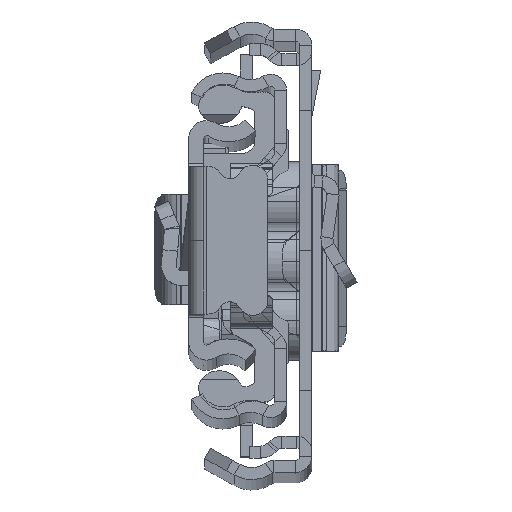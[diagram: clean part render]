
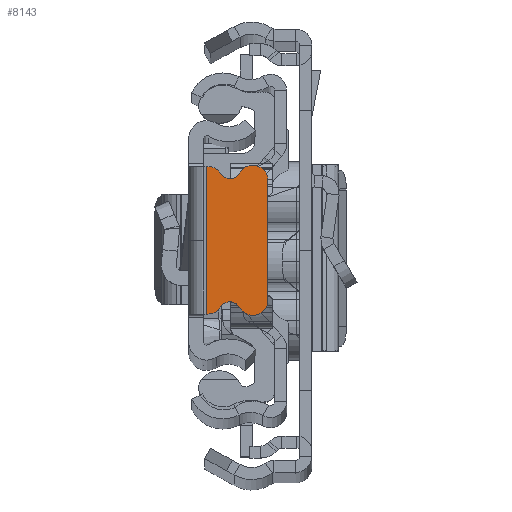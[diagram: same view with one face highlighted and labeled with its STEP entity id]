
A CAD part, top view. The second image highlights one B-rep face of the part: STEP entity #8143.
In plain terms, the highlighted planar face has unit normal (0, 0, 1).
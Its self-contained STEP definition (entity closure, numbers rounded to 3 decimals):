
#455 = CIRCLE ( 'NONE', #3003, 1.1 ) ;
#658 = CARTESIAN_POINT ( 'NONE',  ( -7.929, -6., 0. ) ) ;
#1151 = CARTESIAN_POINT ( 'NONE',  ( -1.929, -7.37, 0. ) ) ;
#1213 = DIRECTION ( 'NONE',  ( -1., 0., 0. ) ) ;
#1491 = EDGE_CURVE ( 'NONE', #25652, #20662, #24026, .T. ) ;
#1787 = VERTEX_POINT ( 'NONE', #24577 ) ;
#1892 = ORIENTED_EDGE ( 'NONE', *, *, #22874, .T. ) ;
#1973 = CARTESIAN_POINT ( 'NONE',  ( -1.929, -7.37, 0. ) ) ;
#2277 = CARTESIAN_POINT ( 'NONE',  ( -1.75, 0., 0. ) ) ;
#2463 = CARTESIAN_POINT ( 'NONE',  ( -1.75, -7.37, 0. ) ) ;
#2901 = DIRECTION ( 'NONE',  ( 1., 0., 0. ) ) ;
#2969 = DIRECTION ( 'NONE',  ( 0., 0., 1. ) ) ;
#3003 = AXIS2_PLACEMENT_3D ( 'NONE', #11725, #13706, #21417 ) ;
#3060 = CARTESIAN_POINT ( 'NONE',  ( -4.142, 7.236, 0. ) ) ;
#3157 = LINE ( 'NONE', #1151, #11474 ) ;
#3411 = CARTESIAN_POINT ( 'NONE',  ( -6.429, -6., 0. ) ) ;
#3550 = VECTOR ( 'NONE', #12789, 1000. ) ;
#3854 = LINE ( 'NONE', #5592, #23615 ) ;
#4318 = EDGE_CURVE ( 'NONE', #11180, #1787, #23349, .T. ) ;
#4406 = LINE ( 'NONE', #2277, #3550 ) ;
#4585 = CARTESIAN_POINT ( 'NONE',  ( -3.206, 6.658, 0. ) ) ;
#5592 = CARTESIAN_POINT ( 'NONE',  ( -7.929, -6., 0. ) ) ;
#5957 = FACE_OUTER_BOUND ( 'NONE', #24325, .T. ) ;
#6102 = ORIENTED_EDGE ( 'NONE', *, *, #12898, .F. ) ;
#6123 = CIRCLE ( 'NONE', #21416, 1.5 ) ;
#6232 = EDGE_CURVE ( 'NONE', #23391, #21554, #3157, .T. ) ;
#6765 = CARTESIAN_POINT ( 'NONE',  ( -1.929, -5.87, 0. ) ) ;
#7203 = CARTESIAN_POINT ( 'NONE',  ( -3.206, -6.658, 0. ) ) ;
#7265 = DIRECTION ( 'NONE',  ( 0., 0., 1. ) ) ;
#7465 = EDGE_CURVE ( 'NONE', #16598, #11692, #3854, .T. ) ;
#7559 = ORIENTED_EDGE ( 'NONE', *, *, #11322, .T. ) ;
#7628 = DIRECTION ( 'NONE',  ( 0., 0., 1. ) ) ;
#7647 = AXIS2_PLACEMENT_3D ( 'NONE', #12084, #17928, #21919 ) ;
#7824 = PLANE ( 'NONE',  #7647 ) ;
#8143 = ADVANCED_FACE ( 'NONE', ( #5957 ), #7824, .T. ) ;
#9414 = VECTOR ( 'NONE', #16990, 1000. ) ;
#9461 = DIRECTION ( 'NONE',  ( 0., -1., 0. ) ) ;
#9489 = CARTESIAN_POINT ( 'NONE',  ( -6.429, 6., 0. ) ) ;
#11163 = DIRECTION ( 'NONE',  ( 0., 0., 1. ) ) ;
#11180 = VERTEX_POINT ( 'NONE', #20429 ) ;
#11322 = EDGE_CURVE ( 'NONE', #11180, #25652, #11691, .T. ) ;
#11416 = DIRECTION ( 'NONE',  ( 1., 0., 0. ) ) ;
#11431 = ORIENTED_EDGE ( 'NONE', *, *, #12555, .T. ) ;
#11474 = VECTOR ( 'NONE', #15697, 1000. ) ;
#11691 = CIRCLE ( 'NONE', #14233, 1.5 ) ;
#11692 = VERTEX_POINT ( 'NONE', #658 ) ;
#11725 = CARTESIAN_POINT ( 'NONE',  ( -4.142, -7.236, 0. ) ) ;
#12084 = CARTESIAN_POINT ( 'NONE',  ( 594.071, 0., 0. ) ) ;
#12555 = EDGE_CURVE ( 'NONE', #20662, #16598, #15225, .T. ) ;
#12560 = ORIENTED_EDGE ( 'NONE', *, *, #7465, .T. ) ;
#12789 = DIRECTION ( 'NONE',  ( 0., -1., 0. ) ) ;
#12898 = EDGE_CURVE ( 'NONE', #1787, #23391, #4406, .T. ) ;
#13706 = DIRECTION ( 'NONE',  ( 0., 0., -1. ) ) ;
#13998 = ORIENTED_EDGE ( 'NONE', *, *, #1491, .T. ) ;
#14233 = AXIS2_PLACEMENT_3D ( 'NONE', #19853, #7628, #21847 ) ;
#14486 = EDGE_CURVE ( 'NONE', #18732, #21554, #6123, .T. ) ;
#14945 = ORIENTED_EDGE ( 'NONE', *, *, #21809, .T. ) ;
#15175 = CARTESIAN_POINT ( 'NONE',  ( -7.929, 6., 0. ) ) ;
#15225 = CIRCLE ( 'NONE', #19881, 1.5 ) ;
#15319 = DIRECTION ( 'NONE',  ( 0., 0., -1. ) ) ;
#15697 = DIRECTION ( 'NONE',  ( -1., 0., 0. ) ) ;
#16153 = CIRCLE ( 'NONE', #19095, 1.5 ) ;
#16158 = CARTESIAN_POINT ( 'NONE',  ( -5.109, -6.713, 0. ) ) ;
#16170 = ORIENTED_EDGE ( 'NONE', *, *, #6232, .F. ) ;
#16598 = VERTEX_POINT ( 'NONE', #15175 ) ;
#16990 = DIRECTION ( 'NONE',  ( 1., 0., 0. ) ) ;
#17928 = DIRECTION ( 'NONE',  ( 0., 0., 1. ) ) ;
#18732 = VERTEX_POINT ( 'NONE', #7203 ) ;
#19095 = AXIS2_PLACEMENT_3D ( 'NONE', #3411, #7265, #11416 ) ;
#19853 = CARTESIAN_POINT ( 'NONE',  ( -1.929, 5.87, 0. ) ) ;
#19881 = AXIS2_PLACEMENT_3D ( 'NONE', #9489, #2969, #1213 ) ;
#20429 = CARTESIAN_POINT ( 'NONE',  ( -1.929, 7.37, 0. ) ) ;
#20662 = VERTEX_POINT ( 'NONE', #26341 ) ;
#21416 = AXIS2_PLACEMENT_3D ( 'NONE', #6765, #11163, #2901 ) ;
#21417 = DIRECTION ( 'NONE',  ( -1., 0., 0. ) ) ;
#21473 = CARTESIAN_POINT ( 'NONE',  ( -1.929, 7.37, 0. ) ) ;
#21554 = VERTEX_POINT ( 'NONE', #1973 ) ;
#21809 = EDGE_CURVE ( 'NONE', #11692, #22653, #16153, .T. ) ;
#21847 = DIRECTION ( 'NONE',  ( -1., 0., 0. ) ) ;
#21919 = DIRECTION ( 'NONE',  ( 1., 0., 0. ) ) ;
#22331 = ORIENTED_EDGE ( 'NONE', *, *, #14486, .T. ) ;
#22653 = VERTEX_POINT ( 'NONE', #16158 ) ;
#22765 = AXIS2_PLACEMENT_3D ( 'NONE', #3060, #15319, #25154 ) ;
#22874 = EDGE_CURVE ( 'NONE', #22653, #18732, #455, .T. ) ;
#23349 = LINE ( 'NONE', #21473, #9414 ) ;
#23391 = VERTEX_POINT ( 'NONE', #2463 ) ;
#23425 = ORIENTED_EDGE ( 'NONE', *, *, #4318, .F. ) ;
#23615 = VECTOR ( 'NONE', #9461, 1000. ) ;
#24026 = CIRCLE ( 'NONE', #22765, 1.1 ) ;
#24325 = EDGE_LOOP ( 'NONE', ( #6102, #23425, #7559, #13998, #11431, #12560, #14945, #1892, #22331, #16170 ) ) ;
#24577 = CARTESIAN_POINT ( 'NONE',  ( -1.75, 7.37, 0. ) ) ;
#25154 = DIRECTION ( 'NONE',  ( 1., 0., 0. ) ) ;
#25652 = VERTEX_POINT ( 'NONE', #4585 ) ;
#26341 = CARTESIAN_POINT ( 'NONE',  ( -5.109, 6.713, 0. ) ) ;
